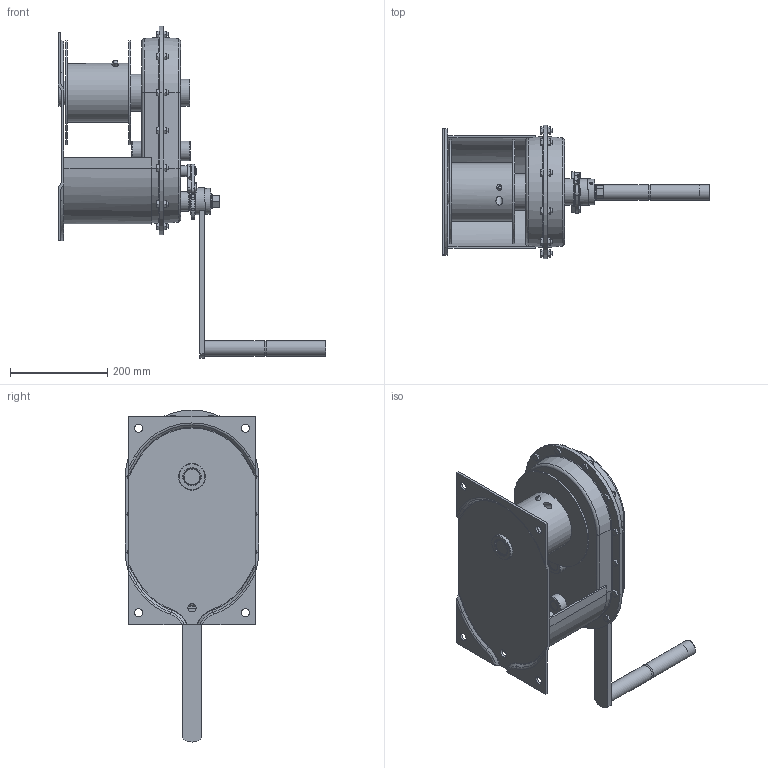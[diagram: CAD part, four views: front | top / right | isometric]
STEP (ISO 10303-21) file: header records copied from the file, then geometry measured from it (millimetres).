
FILE_DESCRIPTION(('STEP AP214'),'1');
FILE_NAME('PMH Vinsch ST3000.stp','2013-06-28T11:30:30',(' '),(' '),'Spatial InterOp 3D',' ',' ');
FILE_SCHEMA(('automotive_design'));
Length unit declared in the file: millimetre
Products named in the file (3): PMH Vinsch ST3000; 1; 2
Assembly tree (2 placements, depth 2):
  PMH Vinsch ST3000
    1
    2
Bounding box: 551.33 x 275 x 683.74 mm (x, y, z)
Volume: 9043734.7 mm3; surface area: 955394.1 mm2
Topology: 1 solids, 2 shells, 1077 faces, 2459 edges, 1496 vertices
Faces by surface type: plane 423, cone 344, cylinder 213, torus 59, bspline 33, extrusion 5
Full cylindrical faces by diameter (mm): 1.7 x2, 6 x1, 8 x14, 10 x1, 10.2 x1, 13 x1, 14 x5, 15 x14, 16 x1, 17 x5, 22 x3, 22.1 x2, 23 x2, 25 x2, 25.1 x2, 26 x2, 28 x1, 30 x1, 32 x2, 33 x1, 33.4 x1, 34 x2, 34.4 x2, 38 x2, 40 x5, 45 x1, 50 x1, 53 x2, 55 x4, 76.1 x1
Entity records: 61994 total; most frequent: CARTESIAN_POINT 30604, DIRECTION 4609, ORIENTED_EDGE 4566, EDGE_CURVE 2283, AXIS2_PLACEMENT_3D 1935, VERTEX_POINT 1465, EDGE_LOOP 1354, FACE_OUTER_BOUND 1169
